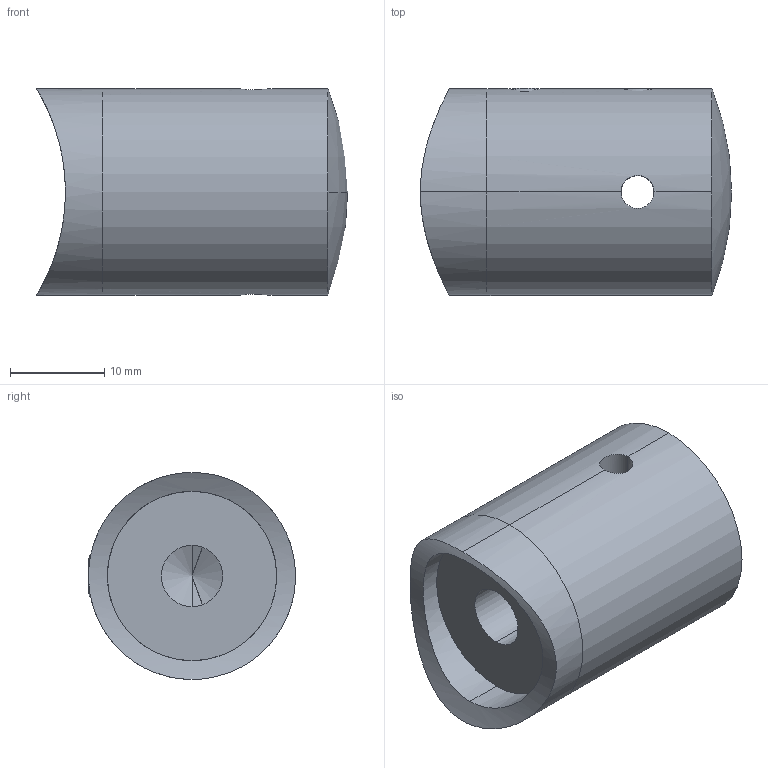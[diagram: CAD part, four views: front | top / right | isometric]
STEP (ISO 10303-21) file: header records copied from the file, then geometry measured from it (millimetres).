
FILE_DESCRIPTION (( 'STEP AP203' ), '1' );
FILE_NAME ('A17_442-3.STEP', '2019-12-16T07:53:38', ( '' ), ( '' ), 'SwSTEP 2.0', 'SolidWorks 2019', '' );
FILE_SCHEMA (( 'CONFIG_CONTROL_DESIGN' ));
Length unit declared in the file: millimetre
Products named in the file (5): A17_442-3; DIN 914_SKRUTKA M 5X 5; A17_442.P1; A17_442.P2; DIN 913_SKRUTKA M 5X 8
Assembly tree (4 placements, depth 2):
  A17_442-3
    A17_442.P1
    A17_442.P2
    DIN 914_SKRUTKA M 5X 5
    DIN 913_SKRUTKA M 5X 8
Bounding box: 33.08 x 22 x 22 mm (x, y, z)
Volume: 9644.1 mm3; surface area: 5184.7 mm2
Topology: 4 solids, 4 shells, 70 faces, 156 edges, 94 vertices
Faces by surface type: cylinder 26, plane 22, cone 20, sphere 2
Entity records: 2943 total; most frequent: CARTESIAN_POINT 867, DIRECTION 340, ORIENTED_EDGE 308, EDGE_CURVE 154, AXIS2_PLACEMENT_3D 129, VERTEX_POINT 94, LINE 82, VECTOR 82
